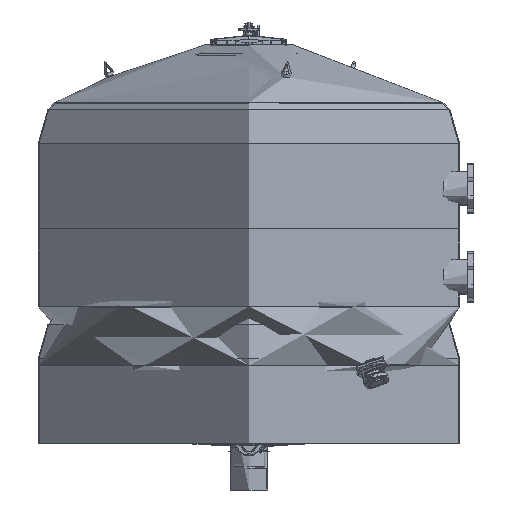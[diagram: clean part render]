
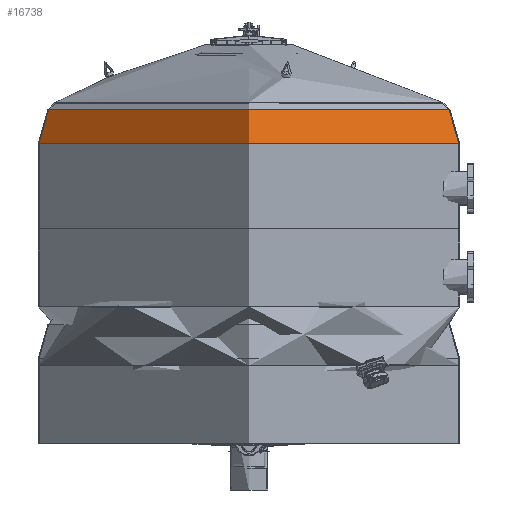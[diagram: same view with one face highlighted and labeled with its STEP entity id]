
A CAD part, front view. The second image highlights one B-rep face of the part: STEP entity #16738.
In plain terms, the highlighted toroidal (fillet/blend) face has major radius 821.679 mm and minor radius 368.321 mm.
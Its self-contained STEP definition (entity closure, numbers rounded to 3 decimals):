
#16738 = ADVANCED_FACE( '', ( #24228, #24229 ), #24230, .T. );
#24228 = FACE_OUTER_BOUND( '', #27083, .T. );
#24229 = FACE_OUTER_BOUND( '', #27084, .T. );
#24230 = TOROIDAL_SURFACE( '', #27085, 821.679, 368.321 );
#27083 = EDGE_LOOP( '', ( #31120 ) );
#27084 = EDGE_LOOP( '', ( #31121 ) );
#27085 = AXIS2_PLACEMENT_3D( '', #31122, #31123, #31124 );
#31120 = ORIENTED_EDGE( '', *, *, #63189, .T. );
#31121 = ORIENTED_EDGE( '', *, *, #63187, .F. );
#31122 = CARTESIAN_POINT( '', ( 0., 0., 480. ) );
#31123 = DIRECTION( '', ( 0., 0., -1. ) );
#31124 = DIRECTION( '', ( -1., 0., 0. ) );
#63187 = EDGE_CURVE( '', #66225, #66225, #66226, .T. );
#63189 = EDGE_CURVE( '', #66229, #66229, #66230, .T. );
#66225 = VERTEX_POINT( '', #68210 );
#66226 = CIRCLE( '', #68211, 1190. );
#66229 = VERTEX_POINT( '', #68214 );
#66230 = CIRCLE( '', #68215, 1134.538 );
#68210 = CARTESIAN_POINT( '', ( -1190., 0., 480. ) );
#68211 = AXIS2_PLACEMENT_3D( '', #68258, #68259, #68260 );
#68214 = CARTESIAN_POINT( '', ( -1134.538, 0., 674.37 ) );
#68215 = AXIS2_PLACEMENT_3D( '', #68264, #68265, #68266 );
#68258 = CARTESIAN_POINT( '', ( 0., 0., 480. ) );
#68259 = DIRECTION( '', ( 0., 0., -1. ) );
#68260 = DIRECTION( '', ( -1., 0., 0. ) );
#68264 = CARTESIAN_POINT( '', ( 0., 0., 674.37 ) );
#68265 = DIRECTION( '', ( 0., 0., -1. ) );
#68266 = DIRECTION( '', ( -1., 0., 0. ) );
